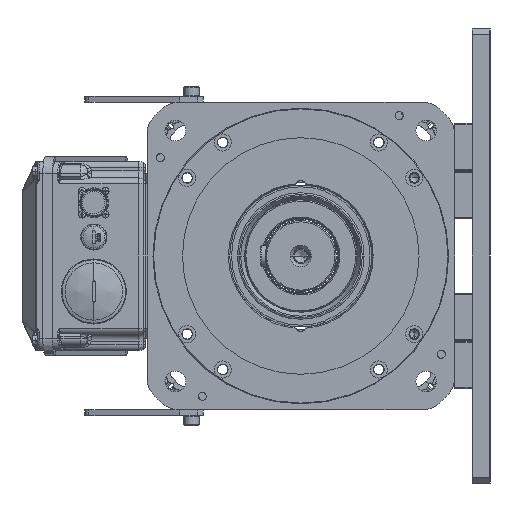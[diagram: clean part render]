
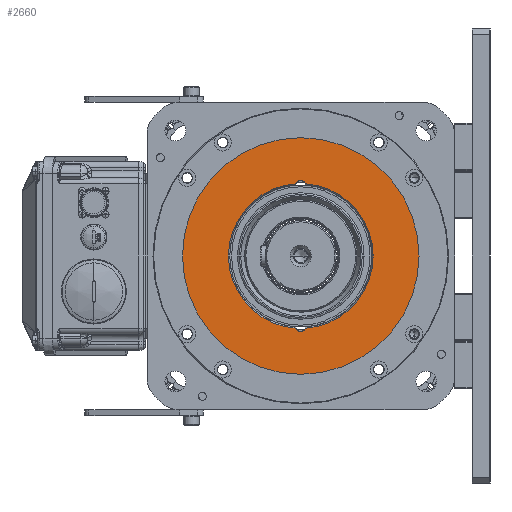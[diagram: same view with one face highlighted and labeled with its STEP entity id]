
A CAD part, left-side view. The second image highlights one B-rep face of the part: STEP entity #2660.
In plain terms, the highlighted planar face has unit normal (-1, 0, 0).
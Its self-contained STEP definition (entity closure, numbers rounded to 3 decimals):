
#1176=CARTESIAN_POINT('',(110.,0.,0.));
#1177=DIRECTION('',(1.,0.,0.));
#1178=DIRECTION('',(0.,0.,1.));
#1179=AXIS2_PLACEMENT_3D('',#1176,#1177,#1178);
#1181=CARTESIAN_POINT('',(110.,0.,0.));
#1182=DIRECTION('',(1.,0.,0.));
#1183=DIRECTION('',(0.,0.,-1.));
#1184=AXIS2_PLACEMENT_3D('',#1181,#1182,#1183);
#1226=CARTESIAN_POINT('',(110.,0.,-60.));
#1227=DIRECTION('',(-1.,0.,0.));
#1228=DIRECTION('',(0.,0.966,-0.258));
#1229=AXIS2_PLACEMENT_3D('',#1226,#1227,#1228);
#1231=CARTESIAN_POINT('',(110.,0.,0.));
#1232=DIRECTION('',(1.,0.,0.));
#1233=DIRECTION('',(0.,-0.063,0.998));
#1234=AXIS2_PLACEMENT_3D('',#1231,#1232,#1233);
#1236=CARTESIAN_POINT('',(110.,0.,60.));
#1237=DIRECTION('',(-1.,0.,0.));
#1238=DIRECTION('',(0.,-0.966,0.258));
#1239=AXIS2_PLACEMENT_3D('',#1236,#1237,#1238);
#1241=CARTESIAN_POINT('',(110.,0.,0.));
#1242=DIRECTION('',(1.,0.,0.));
#1243=DIRECTION('',(0.,0.063,-0.998));
#1244=AXIS2_PLACEMENT_3D('',#1241,#1242,#1243);
#2288=CARTESIAN_POINT('',(110.,0.,-100.));
#2289=CARTESIAN_POINT('',(110.,0.,100.));
#2290=VERTEX_POINT('',#2288);
#2291=VERTEX_POINT('',#2289);
#2484=CARTESIAN_POINT('',(110.,-3.864,-61.032));
#2485=CARTESIAN_POINT('',(110.,3.864,-61.032));
#2486=VERTEX_POINT('',#2484);
#2487=VERTEX_POINT('',#2485);
#2488=CARTESIAN_POINT('',(110.,3.864,61.032));
#2489=CARTESIAN_POINT('',(110.,-3.864,61.032));
#2490=VERTEX_POINT('',#2488);
#2491=VERTEX_POINT('',#2489);
#2639=CARTESIAN_POINT('',(110.,0.,0.));
#2640=DIRECTION('',(-1.,0.,0.));
#2641=DIRECTION('',(0.,0.,1.));
#2642=AXIS2_PLACEMENT_3D('',#2639,#2640,#2641);
#2643=PLANE('',#2642);
#2645=ORIENTED_EDGE('',*,*,#2644,.T.);
#2647=ORIENTED_EDGE('',*,*,#2646,.T.);
#2648=EDGE_LOOP('',(#2645,#2647));
#2649=FACE_OUTER_BOUND('',#2648,.F.);
#2651=ORIENTED_EDGE('',*,*,#2650,.T.);
#2653=ORIENTED_EDGE('',*,*,#2652,.F.);
#2655=ORIENTED_EDGE('',*,*,#2654,.T.);
#2657=ORIENTED_EDGE('',*,*,#2656,.F.);
#2658=EDGE_LOOP('',(#2651,#2653,#2655,#2657));
#2659=FACE_BOUND('',#2658,.F.);
#2660=ADVANCED_FACE('',(#2649,#2659),#2643,.T.);
#1180=CIRCLE('',#1179,100.);
#1185=CIRCLE('',#1184,100.);
#1230=CIRCLE('',#1229,4.);
#1235=CIRCLE('',#1234,61.155);
#1240=CIRCLE('',#1239,4.);
#1245=CIRCLE('',#1244,61.155);
#2644=EDGE_CURVE('',#2291,#2290,#1180,.T.);
#2646=EDGE_CURVE('',#2290,#2291,#1185,.T.);
#2650=EDGE_CURVE('',#2487,#2486,#1230,.T.);
#2652=EDGE_CURVE('',#2491,#2486,#1235,.T.);
#2654=EDGE_CURVE('',#2491,#2490,#1240,.T.);
#2656=EDGE_CURVE('',#2487,#2490,#1245,.T.);
